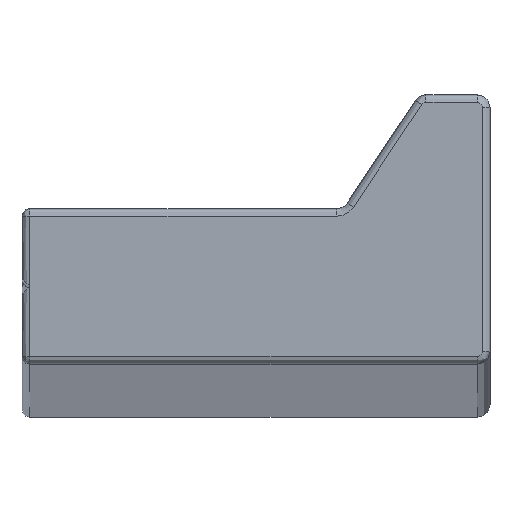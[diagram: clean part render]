
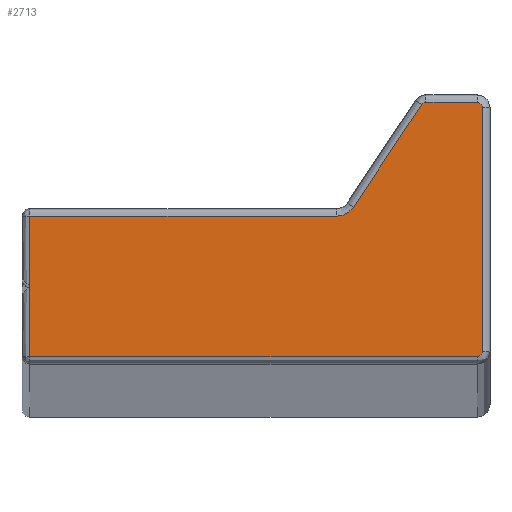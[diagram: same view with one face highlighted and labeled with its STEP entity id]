
A CAD part, top view. The second image highlights one B-rep face of the part: STEP entity #2713.
In plain terms, the highlighted planar face has unit normal (0, 0, 1).
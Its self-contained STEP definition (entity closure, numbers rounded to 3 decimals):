
#105=PLANE('',#2927);
#186=FACE_OUTER_BOUND('',#357,.T.);
#357=EDGE_LOOP('',(#1994,#1995,#1996,#1997,#1998,#1999,#2000,#2001,#2002,
#2003,#2004));
#494=CIRCLE('',#2928,0.2);
#495=CIRCLE('',#2929,0.2);
#496=CIRCLE('',#2930,0.2);
#497=CIRCLE('',#2931,0.8);
#811=LINE('',#11470,#958);
#812=LINE('',#11475,#959);
#813=LINE('',#11477,#960);
#814=LINE('',#11481,#961);
#815=LINE('',#11485,#962);
#816=LINE('',#11489,#963);
#817=LINE('',#11492,#964);
#958=VECTOR('',#3273,2.775);
#959=VECTOR('',#3280,2.775);
#960=VECTOR('',#3281,17.7);
#961=VECTOR('',#3284,9.65);
#962=VECTOR('',#3287,2.032);
#963=VECTOR('',#3290,4.873);
#964=VECTOR('',#3293,12.132);
#1205=VERTEX_POINT('',#11468);
#1206=VERTEX_POINT('',#11469);
#1207=VERTEX_POINT('',#11474);
#1208=VERTEX_POINT('',#11476);
#1209=VERTEX_POINT('',#11478);
#1210=VERTEX_POINT('',#11480);
#1211=VERTEX_POINT('',#11482);
#1212=VERTEX_POINT('',#11484);
#1213=VERTEX_POINT('',#11486);
#1214=VERTEX_POINT('',#11488);
#1215=VERTEX_POINT('',#11490);
#1513=EDGE_CURVE('',#1205,#1206,#811,.T.);
#1516=EDGE_CURVE('',#1207,#1205,#812,.T.);
#1517=EDGE_CURVE('',#1206,#1208,#813,.T.);
#1518=EDGE_CURVE('',#1208,#1209,#494,.T.);
#1519=EDGE_CURVE('',#1209,#1210,#814,.T.);
#1520=EDGE_CURVE('',#1210,#1211,#495,.T.);
#1521=EDGE_CURVE('',#1211,#1212,#815,.T.);
#1522=EDGE_CURVE('',#1212,#1213,#496,.T.);
#1523=EDGE_CURVE('',#1213,#1214,#816,.T.);
#1524=EDGE_CURVE('',#1214,#1215,#497,.T.);
#1525=EDGE_CURVE('',#1215,#1207,#817,.T.);
#1994=ORIENTED_EDGE('',*,*,#1516,.T.);
#1995=ORIENTED_EDGE('',*,*,#1513,.T.);
#1996=ORIENTED_EDGE('',*,*,#1517,.T.);
#1997=ORIENTED_EDGE('',*,*,#1518,.T.);
#1998=ORIENTED_EDGE('',*,*,#1519,.T.);
#1999=ORIENTED_EDGE('',*,*,#1520,.T.);
#2000=ORIENTED_EDGE('',*,*,#1521,.T.);
#2001=ORIENTED_EDGE('',*,*,#1522,.T.);
#2002=ORIENTED_EDGE('',*,*,#1523,.T.);
#2003=ORIENTED_EDGE('',*,*,#1524,.T.);
#2004=ORIENTED_EDGE('',*,*,#1525,.T.);
#2713=ADVANCED_FACE('',(#186),#105,.T.);
#2927=AXIS2_PLACEMENT_3D('',#11473,#3278,#3279);
#2928=AXIS2_PLACEMENT_3D('',#11479,#3282,#3283);
#2929=AXIS2_PLACEMENT_3D('',#11483,#3285,#3286);
#2930=AXIS2_PLACEMENT_3D('',#11487,#3288,#3289);
#2931=AXIS2_PLACEMENT_3D('',#11491,#3291,#3292);
#3273=DIRECTION('',(0.,-1.,0.));
#3278=DIRECTION('center_axis',(0.,0.,1.));
#3279=DIRECTION('ref_axis',(1.,0.,0.));
#3280=DIRECTION('',(0.,-1.,0.));
#3281=DIRECTION('',(1.,0.,0.));
#3282=DIRECTION('center_axis',(0.,0.,1.));
#3283=DIRECTION('ref_axis',(0.,-1.,0.));
#3284=DIRECTION('',(0.,1.,0.));
#3285=DIRECTION('center_axis',(0.,0.,1.));
#3286=DIRECTION('ref_axis',(1.,0.,0.));
#3287=DIRECTION('',(-1.,0.,0.));
#3288=DIRECTION('center_axis',(0.,0.,1.));
#3289=DIRECTION('ref_axis',(0.,1.,0.));
#3290=DIRECTION('',(-0.555,-0.832,0.));
#3291=DIRECTION('center_axis',(0.,0.,-1.));
#3292=DIRECTION('ref_axis',(0.832,-0.555,0.));
#3293=DIRECTION('',(-1.,0.,0.));
#11468=CARTESIAN_POINT('',(-8.85,3.075,600.));
#11469=CARTESIAN_POINT('',(-8.85,0.3,600.));
#11470=CARTESIAN_POINT('',(-8.85,3.075,600.));
#11473=CARTESIAN_POINT('Origin',(0.,0.,600.));
#11474=CARTESIAN_POINT('',(-8.85,5.85,600.));
#11475=CARTESIAN_POINT('',(-8.85,5.85,600.));
#11476=CARTESIAN_POINT('',(8.85,0.3,600.));
#11477=CARTESIAN_POINT('',(-8.85,0.3,600.));
#11478=CARTESIAN_POINT('',(9.05,0.5,600.));
#11479=CARTESIAN_POINT('Origin',(8.85,0.5,600.));
#11480=CARTESIAN_POINT('',(9.05,10.15,600.));
#11481=CARTESIAN_POINT('',(9.05,0.5,600.));
#11482=CARTESIAN_POINT('',(8.85,10.35,600.));
#11483=CARTESIAN_POINT('Origin',(8.85,10.15,600.));
#11484=CARTESIAN_POINT('',(6.818,10.35,600.));
#11485=CARTESIAN_POINT('',(8.85,10.35,600.));
#11486=CARTESIAN_POINT('',(6.651,10.261,600.));
#11487=CARTESIAN_POINT('Origin',(6.818,10.15,600.));
#11488=CARTESIAN_POINT('',(3.948,6.206,600.));
#11489=CARTESIAN_POINT('',(6.651,10.261,600.));
#11490=CARTESIAN_POINT('',(3.282,5.85,600.));
#11491=CARTESIAN_POINT('Origin',(3.282,6.65,600.));
#11492=CARTESIAN_POINT('',(3.282,5.85,600.));
